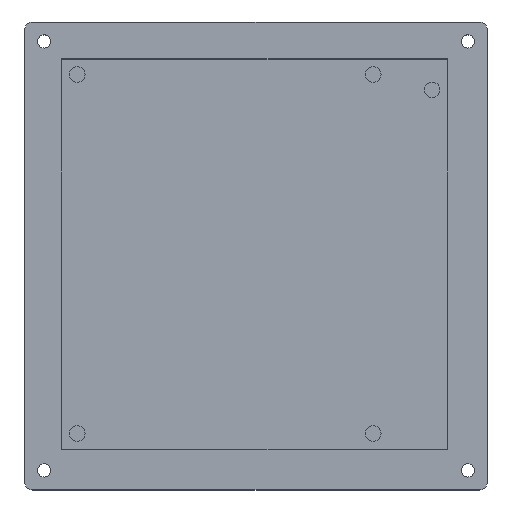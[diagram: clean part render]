
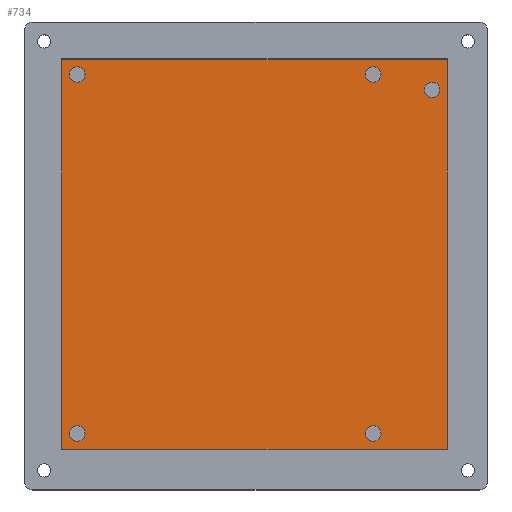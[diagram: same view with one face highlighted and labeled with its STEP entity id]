
A CAD part, top view. The second image highlights one B-rep face of the part: STEP entity #734.
In plain terms, the highlighted planar face has unit normal (0, 0, 1).
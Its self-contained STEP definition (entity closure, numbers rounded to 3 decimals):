
#20=FACE_BOUND('',#135,.T.);
#21=FACE_BOUND('',#136,.T.);
#22=FACE_BOUND('',#137,.T.);
#23=FACE_BOUND('',#138,.T.);
#24=FACE_BOUND('',#139,.T.);
#47=PLANE('',#823);
#84=FACE_OUTER_BOUND('',#134,.T.);
#134=EDGE_LOOP('',(#591,#592,#593,#594));
#135=EDGE_LOOP('',(#595));
#136=EDGE_LOOP('',(#596));
#137=EDGE_LOOP('',(#597));
#138=EDGE_LOOP('',(#598));
#139=EDGE_LOOP('',(#599));
#204=LINE('',#1228,#261);
#205=LINE('',#1230,#262);
#206=LINE('',#1232,#263);
#207=LINE('',#1233,#264);
#261=VECTOR('',#1004,10.);
#262=VECTOR('',#1005,10.);
#263=VECTOR('',#1006,10.);
#264=VECTOR('',#1007,10.);
#284=CIRCLE('',#770,2.);
#289=CIRCLE('',#781,2.);
#290=CIRCLE('',#783,2.);
#291=CIRCLE('',#785,2.);
#292=CIRCLE('',#787,2.);
#326=VERTEX_POINT('',#1092);
#331=VERTEX_POINT('',#1109);
#332=VERTEX_POINT('',#1113);
#333=VERTEX_POINT('',#1117);
#334=VERTEX_POINT('',#1121);
#371=VERTEX_POINT('',#1226);
#372=VERTEX_POINT('',#1227);
#373=VERTEX_POINT('',#1229);
#374=VERTEX_POINT('',#1231);
#393=EDGE_CURVE('',#326,#326,#284,.T.);
#399=EDGE_CURVE('',#331,#331,#289,.T.);
#401=EDGE_CURVE('',#332,#332,#290,.T.);
#403=EDGE_CURVE('',#333,#333,#291,.T.);
#405=EDGE_CURVE('',#334,#334,#292,.T.);
#456=EDGE_CURVE('',#371,#372,#204,.T.);
#457=EDGE_CURVE('',#373,#371,#205,.T.);
#458=EDGE_CURVE('',#374,#373,#206,.T.);
#459=EDGE_CURVE('',#372,#374,#207,.T.);
#591=ORIENTED_EDGE('',*,*,#456,.F.);
#592=ORIENTED_EDGE('',*,*,#457,.F.);
#593=ORIENTED_EDGE('',*,*,#458,.F.);
#594=ORIENTED_EDGE('',*,*,#459,.F.);
#595=ORIENTED_EDGE('',*,*,#393,.T.);
#596=ORIENTED_EDGE('',*,*,#399,.T.);
#597=ORIENTED_EDGE('',*,*,#401,.T.);
#598=ORIENTED_EDGE('',*,*,#403,.T.);
#599=ORIENTED_EDGE('',*,*,#405,.T.);
#734=ADVANCED_FACE('',(#84,#20,#21,#22,#23,#24),#47,.T.);
#770=AXIS2_PLACEMENT_3D('',#1094,#862,#863);
#781=AXIS2_PLACEMENT_3D('',#1111,#885,#886);
#783=AXIS2_PLACEMENT_3D('',#1115,#890,#891);
#785=AXIS2_PLACEMENT_3D('',#1119,#895,#896);
#787=AXIS2_PLACEMENT_3D('',#1123,#900,#901);
#823=AXIS2_PLACEMENT_3D('',#1225,#1002,#1003);
#862=DIRECTION('center_axis',(0.,0.,-1.));
#863=DIRECTION('ref_axis',(1.,0.,0.));
#885=DIRECTION('center_axis',(0.,0.,-1.));
#886=DIRECTION('ref_axis',(1.,0.,0.));
#890=DIRECTION('center_axis',(0.,0.,-1.));
#891=DIRECTION('ref_axis',(1.,0.,0.));
#895=DIRECTION('center_axis',(0.,0.,-1.));
#896=DIRECTION('ref_axis',(1.,0.,0.));
#900=DIRECTION('center_axis',(0.,0.,-1.));
#901=DIRECTION('ref_axis',(1.,0.,0.));
#1002=DIRECTION('center_axis',(0.,0.,1.));
#1003=DIRECTION('ref_axis',(1.,0.,0.));
#1004=DIRECTION('',(-1.,0.,0.));
#1005=DIRECTION('',(0.,-1.,0.));
#1006=DIRECTION('',(1.,0.,0.));
#1007=DIRECTION('',(0.,1.,0.));
#1092=CARTESIAN_POINT('',(85.594,33.629,3.));
#1094=CARTESIAN_POINT('Origin',(87.594,33.629,3.));
#1109=CARTESIAN_POINT('',(70.485,-54.62,3.));
#1111=CARTESIAN_POINT('Origin',(72.485,-54.62,3.));
#1113=CARTESIAN_POINT('',(-5.515,37.542,3.));
#1115=CARTESIAN_POINT('Origin',(-3.515,37.542,3.));
#1117=CARTESIAN_POINT('',(-5.515,-54.62,3.));
#1119=CARTESIAN_POINT('Origin',(-3.515,-54.62,3.));
#1121=CARTESIAN_POINT('',(70.485,37.542,3.));
#1123=CARTESIAN_POINT('Origin',(72.485,37.542,3.));
#1225=CARTESIAN_POINT('Origin',(41.985,-8.539,3.));
#1226=CARTESIAN_POINT('',(91.485,-58.62,3.));
#1227=CARTESIAN_POINT('',(-7.515,-58.62,3.));
#1228=CARTESIAN_POINT('',(66.735,-58.62,3.));
#1229=CARTESIAN_POINT('',(91.485,41.542,3.));
#1230=CARTESIAN_POINT('',(91.485,16.502,3.));
#1231=CARTESIAN_POINT('',(-7.515,41.542,3.));
#1232=CARTESIAN_POINT('',(17.235,41.542,3.));
#1233=CARTESIAN_POINT('',(-7.515,-33.579,3.));
